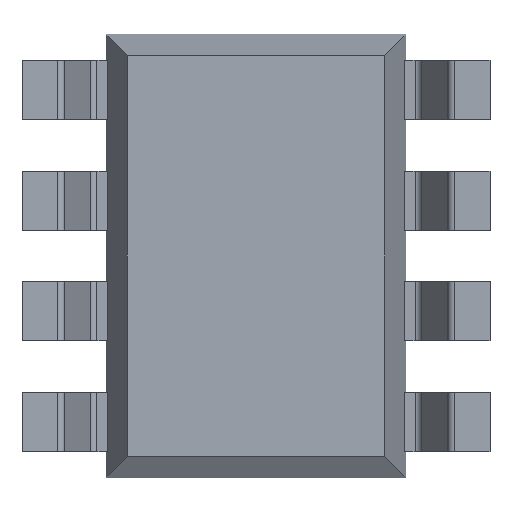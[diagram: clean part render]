
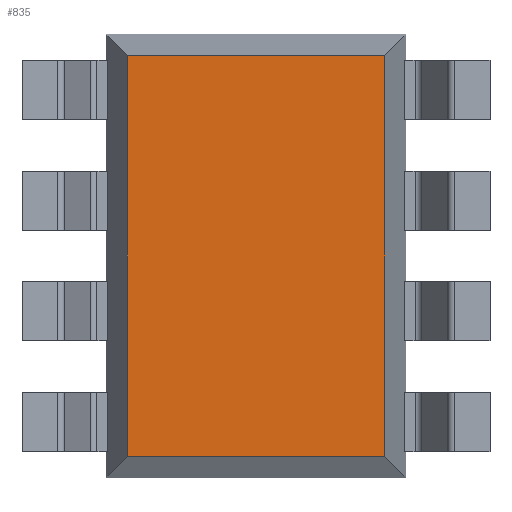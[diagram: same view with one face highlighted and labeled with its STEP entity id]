
A CAD part, front view. The second image highlights one B-rep face of the part: STEP entity #835.
In plain terms, the highlighted planar face has unit normal (0, -1, 0).
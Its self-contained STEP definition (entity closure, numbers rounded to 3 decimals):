
#92 = DIRECTION ( 'NONE',  ( 0., -1., 0. ) ) ;
#125 = DIRECTION ( 'NONE',  ( 0., 0., 1. ) ) ;
#147 = CARTESIAN_POINT ( 'NONE',  ( -2.831, -1.75, 4.88 ) ) ;
#194 = CARTESIAN_POINT ( 'NONE',  ( -3.3, -1.75, 4.411 ) ) ;
#327 = VERTEX_POINT ( 'NONE', #3536 ) ;
#553 = EDGE_CURVE ( 'NONE', #2770, #2988, #2239, .T. ) ;
#632 = FACE_OUTER_BOUND ( 'NONE', #1804, .T. ) ;
#694 = CARTESIAN_POINT ( 'NONE',  ( 0., -1.75, 0. ) ) ;
#744 = DIRECTION ( 'NONE',  ( -1., 0., 0. ) ) ;
#774 = CARTESIAN_POINT ( 'NONE',  ( 2.831, -1.75, 4.411 ) ) ;
#803 = ORIENTED_EDGE ( 'NONE', *, *, #553, .F. ) ;
#835 = ADVANCED_FACE ( 'NONE', ( #632 ), #3351, .T. ) ;
#837 = ORIENTED_EDGE ( 'NONE', *, *, #2049, .F. ) ;
#889 = CARTESIAN_POINT ( 'NONE',  ( -2.831, -1.75, 4.411 ) ) ;
#945 = VERTEX_POINT ( 'NONE', #774 ) ;
#1285 = EDGE_CURVE ( 'NONE', #945, #327, #2384, .T. ) ;
#1395 = CARTESIAN_POINT ( 'NONE',  ( -3.3, -1.75, -4.411 ) ) ;
#1774 = VECTOR ( 'NONE', #2119, 1000. ) ;
#1804 = EDGE_LOOP ( 'NONE', ( #3782, #1815, #803, #837 ) ) ;
#1815 = ORIENTED_EDGE ( 'NONE', *, *, #2823, .F. ) ;
#2049 = EDGE_CURVE ( 'NONE', #327, #2770, #2276, .T. ) ;
#2119 = DIRECTION ( 'NONE',  ( 0., 0., -1. ) ) ;
#2184 = DIRECTION ( 'NONE',  ( 0., 0., -1. ) ) ;
#2239 = LINE ( 'NONE', #147, #3650 ) ;
#2265 = DIRECTION ( 'NONE',  ( 1., 0., 0. ) ) ;
#2276 = LINE ( 'NONE', #1395, #2661 ) ;
#2384 = LINE ( 'NONE', #2993, #1774 ) ;
#2412 = VECTOR ( 'NONE', #2265, 1000. ) ;
#2661 = VECTOR ( 'NONE', #744, 1000. ) ;
#2716 = AXIS2_PLACEMENT_3D ( 'NONE', #694, #92, #2184 ) ;
#2770 = VERTEX_POINT ( 'NONE', #3574 ) ;
#2786 = LINE ( 'NONE', #194, #2412 ) ;
#2823 = EDGE_CURVE ( 'NONE', #2988, #945, #2786, .T. ) ;
#2988 = VERTEX_POINT ( 'NONE', #889 ) ;
#2993 = CARTESIAN_POINT ( 'NONE',  ( 2.831, -1.75, 4.88 ) ) ;
#3351 = PLANE ( 'NONE',  #2716 ) ;
#3536 = CARTESIAN_POINT ( 'NONE',  ( 2.831, -1.75, -4.411 ) ) ;
#3574 = CARTESIAN_POINT ( 'NONE',  ( -2.831, -1.75, -4.411 ) ) ;
#3650 = VECTOR ( 'NONE', #125, 1000. ) ;
#3782 = ORIENTED_EDGE ( 'NONE', *, *, #1285, .F. ) ;
